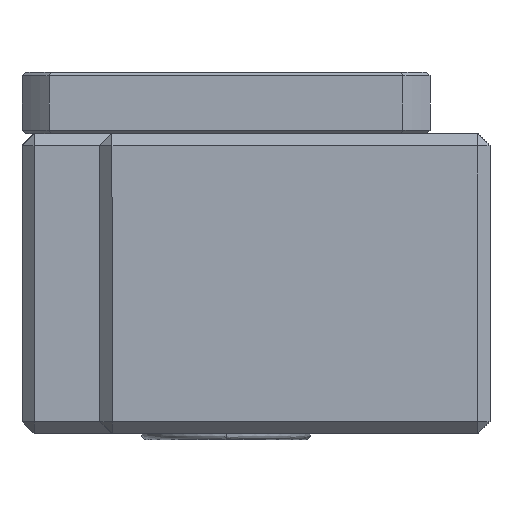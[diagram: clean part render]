
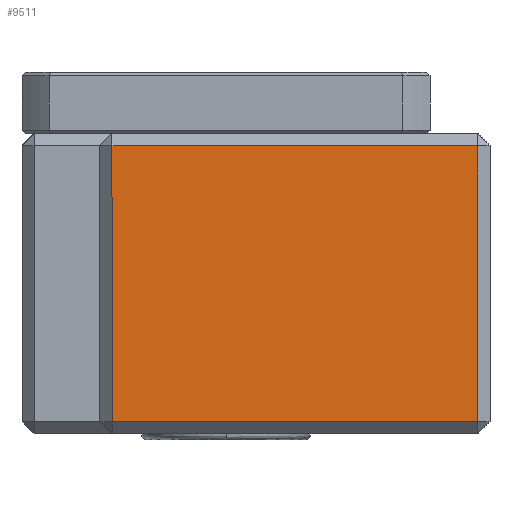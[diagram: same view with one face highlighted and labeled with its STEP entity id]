
A CAD part, left-side view. The second image highlights one B-rep face of the part: STEP entity #9511.
In plain terms, the highlighted planar face has unit normal (-1, 0, 0).
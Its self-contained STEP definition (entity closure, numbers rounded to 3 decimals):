
#316 = DIRECTION ( 'NONE',  ( 0., 0., -1. ) ) ;
#533 = FACE_OUTER_BOUND ( 'NONE', #11159, .T. ) ;
#552 = AXIS2_PLACEMENT_3D ( 'NONE', #13459, #2695, #10332 ) ;
#1143 = ORIENTED_EDGE ( 'NONE', *, *, #5275, .F. ) ;
#1755 = LINE ( 'NONE', #12985, #13220 ) ;
#2174 = LINE ( 'NONE', #8456, #4328 ) ;
#2451 = LINE ( 'NONE', #5556, #13582 ) ;
#2695 = DIRECTION ( 'NONE',  ( 1., 0., 0. ) ) ;
#3565 = EDGE_CURVE ( 'NONE', #3735, #8173, #2174, .T. ) ;
#3735 = VERTEX_POINT ( 'NONE', #6601 ) ;
#3984 = ORIENTED_EDGE ( 'NONE', *, *, #3565, .F. ) ;
#4328 = VECTOR ( 'NONE', #8324, 1000. ) ;
#4720 = DIRECTION ( 'NONE',  ( 0., -1., 0. ) ) ;
#4787 = CARTESIAN_POINT ( 'NONE',  ( -30., 1., 11.5 ) ) ;
#4838 = EDGE_CURVE ( 'NONE', #10380, #5317, #9471, .T. ) ;
#5275 = EDGE_CURVE ( 'NONE', #8173, #5317, #2451, .T. ) ;
#5317 = VERTEX_POINT ( 'NONE', #9054 ) ;
#5556 = CARTESIAN_POINT ( 'NONE',  ( -30., 1., 12.5 ) ) ;
#6492 = EDGE_CURVE ( 'NONE', #10380, #3735, #1755, .T. ) ;
#6520 = VECTOR ( 'NONE', #4720, 1000. ) ;
#6601 = CARTESIAN_POINT ( 'NONE',  ( -30., 31.5, 11.5 ) ) ;
#8173 = VERTEX_POINT ( 'NONE', #4787 ) ;
#8324 = DIRECTION ( 'NONE',  ( 0., -1., 0. ) ) ;
#8456 = CARTESIAN_POINT ( 'NONE',  ( -30., 32.5, 11.5 ) ) ;
#9054 = CARTESIAN_POINT ( 'NONE',  ( -30., 1., -11.5 ) ) ;
#9166 = CARTESIAN_POINT ( 'NONE',  ( -30., 32.5, -11.5 ) ) ;
#9241 = PLANE ( 'NONE',  #552 ) ;
#9471 = LINE ( 'NONE', #9166, #6520 ) ;
#9511 = ADVANCED_FACE ( 'NONE', ( #533 ), #9241, .F. ) ;
#9836 = ORIENTED_EDGE ( 'NONE', *, *, #6492, .F. ) ;
#10252 = CARTESIAN_POINT ( 'NONE',  ( -30., 31.5, -11.5 ) ) ;
#10332 = DIRECTION ( 'NONE',  ( 0., 1., 0. ) ) ;
#10380 = VERTEX_POINT ( 'NONE', #10252 ) ;
#10947 = DIRECTION ( 'NONE',  ( 0., 0., 1. ) ) ;
#11159 = EDGE_LOOP ( 'NONE', ( #1143, #3984, #9836, #12623 ) ) ;
#12623 = ORIENTED_EDGE ( 'NONE', *, *, #4838, .T. ) ;
#12985 = CARTESIAN_POINT ( 'NONE',  ( -30., 31.5, 12.5 ) ) ;
#13220 = VECTOR ( 'NONE', #10947, 1000. ) ;
#13459 = CARTESIAN_POINT ( 'NONE',  ( -30., 32.5, 12.5 ) ) ;
#13582 = VECTOR ( 'NONE', #316, 1000. ) ;
